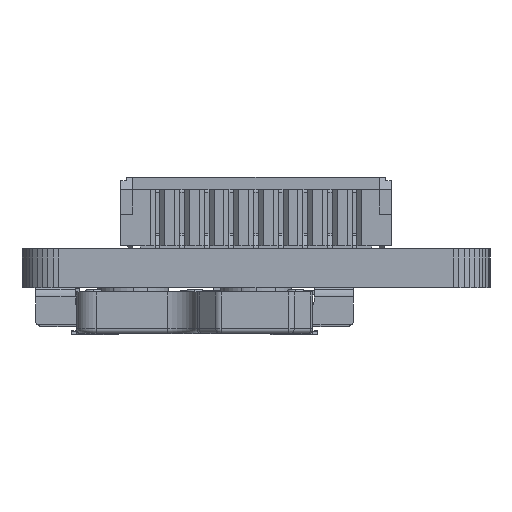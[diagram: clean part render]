
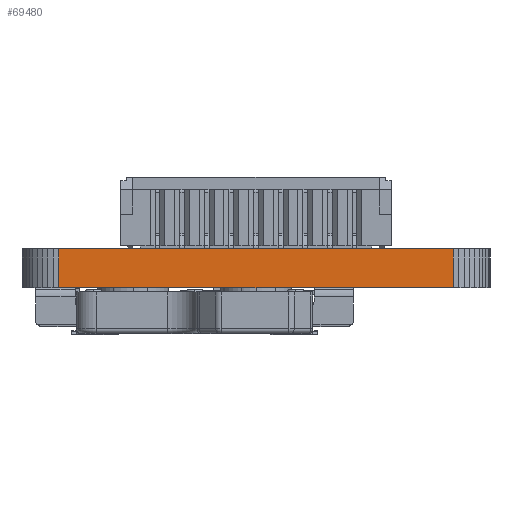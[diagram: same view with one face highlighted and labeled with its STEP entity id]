
A CAD part, front view. The second image highlights one B-rep face of the part: STEP entity #69480.
In plain terms, the highlighted planar face has unit normal (0, -1, 0).
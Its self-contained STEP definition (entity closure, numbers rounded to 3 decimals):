
#63421 = PLANE('',#63422);
#63422 = AXIS2_PLACEMENT_3D('',#63423,#63424,#63425);
#63423 = CARTESIAN_POINT('',(9.5,-43.112,1.58));
#63424 = DIRECTION('',(-0.,-0.,-1.));
#63425 = DIRECTION('',(-1.,0.,0.));
#63475 = PLANE('',#63476);
#63476 = AXIS2_PLACEMENT_3D('',#63477,#63478,#63479);
#63477 = CARTESIAN_POINT('',(9.5,-43.112,0.));
#63478 = DIRECTION('',(-0.,-0.,-1.));
#63479 = DIRECTION('',(-1.,0.,0.));
#63892 = VERTEX_POINT('',#63893);
#63893 = CARTESIAN_POINT('',(17.5,-86.439,0.));
#63907 = PLANE('',#63908);
#63908 = AXIS2_PLACEMENT_3D('',#63909,#63910,#63911);
#63909 = CARTESIAN_POINT('',(17.735,-86.421,0.));
#63910 = DIRECTION('',(0.078,-0.997,0.));
#63911 = DIRECTION('',(-0.997,-0.078,0.));
#63919 = EDGE_CURVE('',#63892,#63920,#63922,.T.);
#63920 = VERTEX_POINT('',#63921);
#63921 = CARTESIAN_POINT('',(1.5,-86.439,0.));
#63922 = SURFACE_CURVE('',#63923,(#63927,#63934),.PCURVE_S1.);
#63923 = LINE('',#63924,#63925);
#63924 = CARTESIAN_POINT('',(17.5,-86.439,0.));
#63925 = VECTOR('',#63926,1.);
#63926 = DIRECTION('',(-1.,0.,0.));
#63927 = PCURVE('',#63475,#63928);
#63928 = DEFINITIONAL_REPRESENTATION('',(#63929),#63933);
#63929 = LINE('',#63930,#63931);
#63930 = CARTESIAN_POINT('',(-8.,-43.327));
#63931 = VECTOR('',#63932,1.);
#63932 = DIRECTION('',(1.,0.));
#63933 = ( GEOMETRIC_REPRESENTATION_CONTEXT(2) 
PARAMETRIC_REPRESENTATION_CONTEXT() REPRESENTATION_CONTEXT('2D SPACE',''
  ) );
#63934 = PCURVE('',#63935,#63940);
#63935 = PLANE('',#63936);
#63936 = AXIS2_PLACEMENT_3D('',#63937,#63938,#63939);
#63937 = CARTESIAN_POINT('',(17.5,-86.439,0.));
#63938 = DIRECTION('',(0.,-1.,0.));
#63939 = DIRECTION('',(-1.,0.,0.));
#63940 = DEFINITIONAL_REPRESENTATION('',(#63941),#63945);
#63941 = LINE('',#63942,#63943);
#63942 = CARTESIAN_POINT('',(0.,-0.));
#63943 = VECTOR('',#63944,1.);
#63944 = DIRECTION('',(1.,0.));
#63945 = ( GEOMETRIC_REPRESENTATION_CONTEXT(2) 
PARAMETRIC_REPRESENTATION_CONTEXT() REPRESENTATION_CONTEXT('2D SPACE',''
  ) );
#63963 = PLANE('',#63964);
#63964 = AXIS2_PLACEMENT_3D('',#63965,#63966,#63967);
#63965 = CARTESIAN_POINT('',(1.5,-86.439,0.));
#63966 = DIRECTION('',(-0.079,-0.997,0.));
#63967 = DIRECTION('',(-0.997,0.079,0.));
#66712 = VERTEX_POINT('',#66713);
#66713 = CARTESIAN_POINT('',(17.5,-86.439,1.58));
#66734 = EDGE_CURVE('',#66712,#66735,#66737,.T.);
#66735 = VERTEX_POINT('',#66736);
#66736 = CARTESIAN_POINT('',(1.5,-86.439,1.58));
#66737 = SURFACE_CURVE('',#66738,(#66742,#66749),.PCURVE_S1.);
#66738 = LINE('',#66739,#66740);
#66739 = CARTESIAN_POINT('',(17.5,-86.439,1.58));
#66740 = VECTOR('',#66741,1.);
#66741 = DIRECTION('',(-1.,0.,0.));
#66742 = PCURVE('',#63421,#66743);
#66743 = DEFINITIONAL_REPRESENTATION('',(#66744),#66748);
#66744 = LINE('',#66745,#66746);
#66745 = CARTESIAN_POINT('',(-8.,-43.327));
#66746 = VECTOR('',#66747,1.);
#66747 = DIRECTION('',(1.,0.));
#66748 = ( GEOMETRIC_REPRESENTATION_CONTEXT(2) 
PARAMETRIC_REPRESENTATION_CONTEXT() REPRESENTATION_CONTEXT('2D SPACE',''
  ) );
#66749 = PCURVE('',#63935,#66750);
#66750 = DEFINITIONAL_REPRESENTATION('',(#66751),#66755);
#66751 = LINE('',#66752,#66753);
#66752 = CARTESIAN_POINT('',(0.,-1.58));
#66753 = VECTOR('',#66754,1.);
#66754 = DIRECTION('',(1.,0.));
#66755 = ( GEOMETRIC_REPRESENTATION_CONTEXT(2) 
PARAMETRIC_REPRESENTATION_CONTEXT() REPRESENTATION_CONTEXT('2D SPACE',''
  ) );
#69432 = EDGE_CURVE('',#63892,#66712,#69433,.T.);
#69433 = SURFACE_CURVE('',#69434,(#69438,#69445),.PCURVE_S1.);
#69434 = LINE('',#69435,#69436);
#69435 = CARTESIAN_POINT('',(17.5,-86.439,0.));
#69436 = VECTOR('',#69437,1.);
#69437 = DIRECTION('',(0.,0.,1.));
#69438 = PCURVE('',#63907,#69439);
#69439 = DEFINITIONAL_REPRESENTATION('',(#69440),#69444);
#69440 = LINE('',#69441,#69442);
#69441 = CARTESIAN_POINT('',(0.235,0.));
#69442 = VECTOR('',#69443,1.);
#69443 = DIRECTION('',(0.,-1.));
#69444 = ( GEOMETRIC_REPRESENTATION_CONTEXT(2) 
PARAMETRIC_REPRESENTATION_CONTEXT() REPRESENTATION_CONTEXT('2D SPACE',''
  ) );
#69445 = PCURVE('',#63935,#69446);
#69446 = DEFINITIONAL_REPRESENTATION('',(#69447),#69451);
#69447 = LINE('',#69448,#69449);
#69448 = CARTESIAN_POINT('',(0.,-0.));
#69449 = VECTOR('',#69450,1.);
#69450 = DIRECTION('',(0.,-1.));
#69451 = ( GEOMETRIC_REPRESENTATION_CONTEXT(2) 
PARAMETRIC_REPRESENTATION_CONTEXT() REPRESENTATION_CONTEXT('2D SPACE',''
  ) );
#69480 = ADVANCED_FACE('',(#69481),#63935,.T.);
#69481 = FACE_BOUND('',#69482,.T.);
#69482 = EDGE_LOOP('',(#69483,#69484,#69485,#69506));
#69483 = ORIENTED_EDGE('',*,*,#69432,.T.);
#69484 = ORIENTED_EDGE('',*,*,#66734,.T.);
#69485 = ORIENTED_EDGE('',*,*,#69486,.F.);
#69486 = EDGE_CURVE('',#63920,#66735,#69487,.T.);
#69487 = SURFACE_CURVE('',#69488,(#69492,#69499),.PCURVE_S1.);
#69488 = LINE('',#69489,#69490);
#69489 = CARTESIAN_POINT('',(1.5,-86.439,0.));
#69490 = VECTOR('',#69491,1.);
#69491 = DIRECTION('',(0.,0.,1.));
#69492 = PCURVE('',#63935,#69493);
#69493 = DEFINITIONAL_REPRESENTATION('',(#69494),#69498);
#69494 = LINE('',#69495,#69496);
#69495 = CARTESIAN_POINT('',(16.,0.));
#69496 = VECTOR('',#69497,1.);
#69497 = DIRECTION('',(0.,-1.));
#69498 = ( GEOMETRIC_REPRESENTATION_CONTEXT(2) 
PARAMETRIC_REPRESENTATION_CONTEXT() REPRESENTATION_CONTEXT('2D SPACE',''
  ) );
#69499 = PCURVE('',#63963,#69500);
#69500 = DEFINITIONAL_REPRESENTATION('',(#69501),#69505);
#69501 = LINE('',#69502,#69503);
#69502 = CARTESIAN_POINT('',(0.,0.));
#69503 = VECTOR('',#69504,1.);
#69504 = DIRECTION('',(0.,-1.));
#69505 = ( GEOMETRIC_REPRESENTATION_CONTEXT(2) 
PARAMETRIC_REPRESENTATION_CONTEXT() REPRESENTATION_CONTEXT('2D SPACE',''
  ) );
#69506 = ORIENTED_EDGE('',*,*,#63919,.F.);
